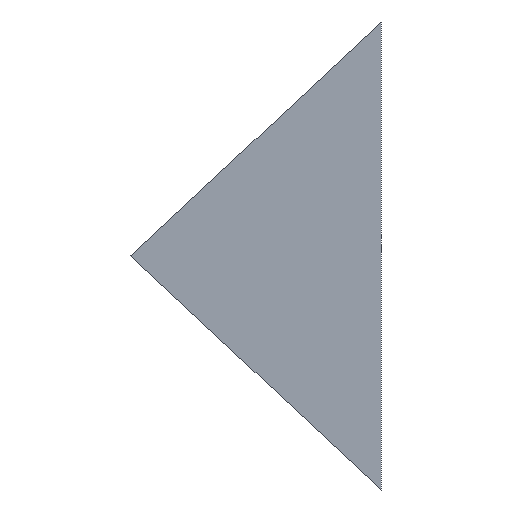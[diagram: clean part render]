
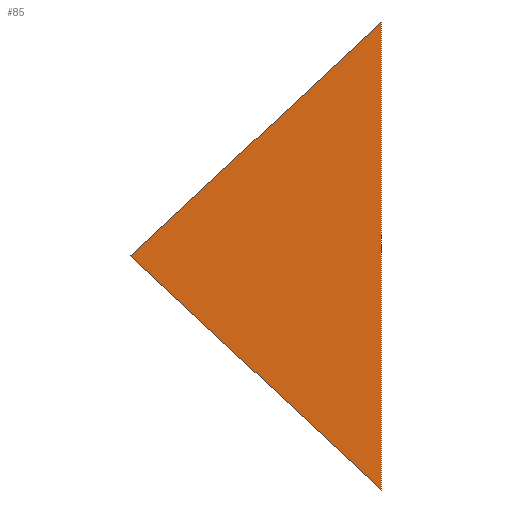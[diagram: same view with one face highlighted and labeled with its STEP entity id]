
A CAD part, front view. The second image highlights one B-rep face of the part: STEP entity #85.
In plain terms, the highlighted planar face has unit normal (0, -1, 0).
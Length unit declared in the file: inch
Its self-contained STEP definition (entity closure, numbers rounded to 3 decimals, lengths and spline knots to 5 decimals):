
#19=FACE_OUTER_BOUND('',#24,.T.);
#24=EDGE_LOOP('',(#73,#74,#75));
#25=LINE('',#136,#34);
#29=LINE('',#144,#38);
#32=LINE('',#149,#41);
#34=VECTOR('',#115,39.37008);
#38=VECTOR('',#121,39.37008);
#41=VECTOR('',#126,39.37008);
#43=VERTEX_POINT('',#134);
#44=VERTEX_POINT('',#135);
#47=VERTEX_POINT('',#143);
#49=EDGE_CURVE('',#43,#44,#25,.T.);
#53=EDGE_CURVE('',#44,#47,#29,.T.);
#56=EDGE_CURVE('',#47,#43,#32,.T.);
#73=ORIENTED_EDGE('',*,*,#49,.F.);
#74=ORIENTED_EDGE('',*,*,#56,.F.);
#75=ORIENTED_EDGE('',*,*,#53,.F.);
#80=PLANE('',#110);
#85=ADVANCED_FACE('',(#19),#80,.T.);
#110=AXIS2_PLACEMENT_3D('',#152,#130,#131);
#115=DIRECTION('',(0.731,0.,0.682));
#121=DIRECTION('',(0.,0.,-1.));
#126=DIRECTION('',(-0.731,0.,0.682));
#130=DIRECTION('center_axis',(0.,-1.,0.));
#131=DIRECTION('ref_axis',(0.,0.,-1.));
#134=CARTESIAN_POINT('',(0.,0.,0.));
#135=CARTESIAN_POINT('',(4.93664,0.,4.60349));
#136=CARTESIAN_POINT('',(4.93664,0.,4.60349));
#143=CARTESIAN_POINT('',(4.93664,0.,-4.60349));
#144=CARTESIAN_POINT('',(4.93664,0.,-4.60349));
#149=CARTESIAN_POINT('',(0.,0.,0.));
#152=CARTESIAN_POINT('Origin',(0.,0.,0.));
